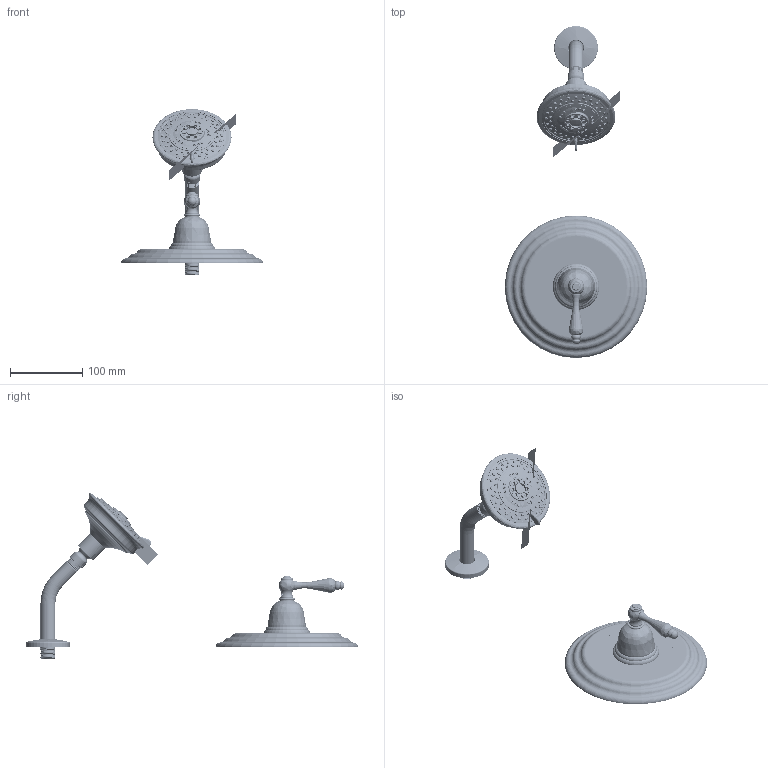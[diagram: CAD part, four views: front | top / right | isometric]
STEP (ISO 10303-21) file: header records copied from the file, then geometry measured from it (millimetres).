
FILE_DESCRIPTION((''),'2;1');
FILE_NAME('3-804BP_ASM','2014-10-06T',('rsmith'),(''),'PRO/ENGINEER BY PARAMETRIC TECHNOLOGY CORPORATION, 2013150','PRO/ENGINEER BY PARAMETRIC TECHNOLOGY CORPORATION, 2013150','');
FILE_SCHEMA(('CONFIG_CONTROL_DESIGN'));
Length unit declared in the file: inch
Products named in the file (24): 206; 200; 80096; 50784; 8-083; 12112; 91389; 12113; 80018; 91157; 11914; 50187; 2156_ASM; 10106; H-78; 2-225_ASM; 12173; 10018; 10019; 92000; 2-116_ASM; 91363; 3-156_ASM; 3-804BP_ASM
Assembly tree (24 placements, depth 4):
  3-804BP_ASM
    206
    200
    2156_ASM
      80096
      50784
      8-083
      12112
      91389
      12113
      80018
      91157
      11914
      50187
    2-225_ASM
      10106
      H-78
    3-156_ASM
      12173
      2-116_ASM
        10018
        10019
        92000  x2
      91363
Bounding box: 196.85 x 458.85 x 229.03 mm (x, y, z)
Volume: 252656 mm3; surface area: 385182.5 mm2
Topology: 46 solids, 106 shells, 7268 faces, 20215 edges, 13242 vertices
Faces by surface type: plane 3247, cylinder 1612, cone 863, bspline 724, torus 685, extrusion 82, sphere 41, revolution 14
Entity records: 378355 total; most frequent: CARTESIAN_POINT 195703, ORIENTED_EDGE 39173, DIRECTION 34284, EDGE_CURVE 20138, VERTEX_POINT 13203, AXIS2_PLACEMENT_3D 11755, VECTOR 10760, LINE 10678
